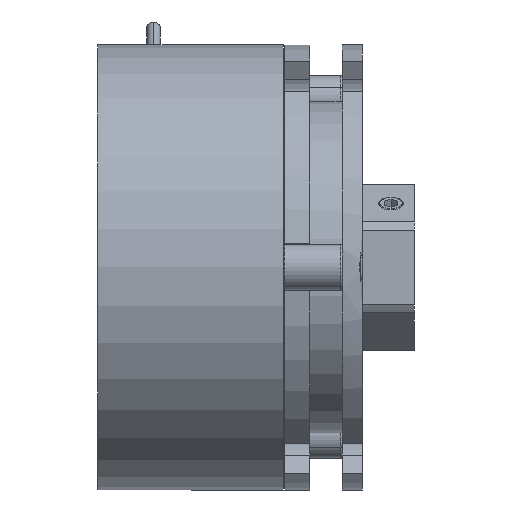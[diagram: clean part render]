
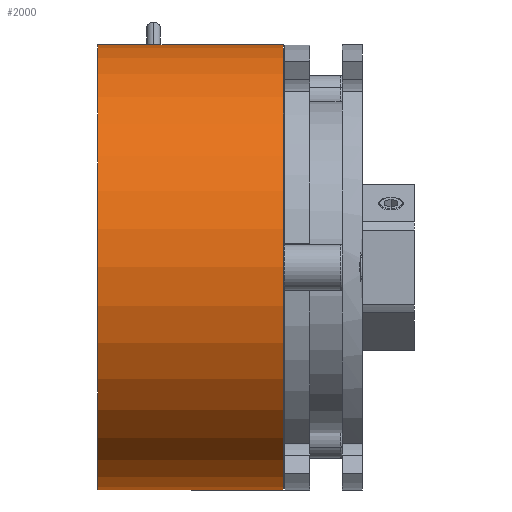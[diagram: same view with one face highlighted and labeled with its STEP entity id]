
A CAD part, front view. The second image highlights one B-rep face of the part: STEP entity #2000.
In plain terms, the highlighted cylindrical face has radius 24 mm (diameter 48 mm), a partial arc.
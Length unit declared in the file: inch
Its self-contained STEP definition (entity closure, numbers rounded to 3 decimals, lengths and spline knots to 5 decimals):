
#2000 = ADVANCED_FACE ( 'NONE', ( #7791 ), #21774, .T. ) ;
#4608 = DIRECTION ( 'NONE',  ( -1., 0., 0. ) ) ;
#4852 = CARTESIAN_POINT ( 'NONE',  ( 0.7874, 0., 0. ) ) ;
#4857 = CARTESIAN_POINT ( 'NONE',  ( -0.0846, 0., 0. ) ) ;
#5123 = CIRCLE ( 'NONE', #14681, 0.94488 ) ;
#6709 = CARTESIAN_POINT ( 'NONE',  ( -0.0846, 0., -0.94488 ) ) ;
#6955 = DIRECTION ( 'NONE',  ( 0., 0., 1. ) ) ;
#7791 = FACE_OUTER_BOUND ( 'NONE', #10525, .T. ) ;
#8664 = ORIENTED_EDGE ( 'NONE', *, *, #10497, .T. ) ;
#9063 = CIRCLE ( 'NONE', #23271, 0.94488 ) ;
#9301 = EDGE_CURVE ( 'NONE', #21201, #11475, #9063, .T. ) ;
#9528 = DIRECTION ( 'NONE',  ( -1., 0., 0. ) ) ;
#9953 = VERTEX_POINT ( 'NONE', #10118 ) ;
#10118 = CARTESIAN_POINT ( 'NONE',  ( 0.7874, 0., -0.94488 ) ) ;
#10497 = EDGE_CURVE ( 'NONE', #9953, #12950, #5123, .T. ) ;
#10525 = EDGE_LOOP ( 'NONE', ( #20059, #8664, #25430, #12457 ) ) ;
#11475 = VERTEX_POINT ( 'NONE', #23186 ) ;
#11572 = VECTOR ( 'NONE', #4608, 39.37008 ) ;
#12125 = EDGE_CURVE ( 'NONE', #9953, #21201, #24579, .T. ) ;
#12457 = ORIENTED_EDGE ( 'NONE', *, *, #9301, .F. ) ;
#12860 = DIRECTION ( 'NONE',  ( 0., 0., 1. ) ) ;
#12947 = DIRECTION ( 'NONE',  ( -1., 0., 0. ) ) ;
#12950 = VERTEX_POINT ( 'NONE', #24269 ) ;
#13729 = VECTOR ( 'NONE', #14550, 39.37008 ) ;
#14351 = AXIS2_PLACEMENT_3D ( 'NONE', #4857, #12947, #12860 ) ;
#14371 = LINE ( 'NONE', #16632, #13729 ) ;
#14550 = DIRECTION ( 'NONE',  ( -1., 0., 0. ) ) ;
#14681 = AXIS2_PLACEMENT_3D ( 'NONE', #4852, #19399, #6955 ) ;
#15661 = CARTESIAN_POINT ( 'NONE',  ( 0., 0., -0.94488 ) ) ;
#16632 = CARTESIAN_POINT ( 'NONE',  ( -0.0846, 0., 0.94488 ) ) ;
#19399 = DIRECTION ( 'NONE',  ( -1., 0., 0. ) ) ;
#20059 = ORIENTED_EDGE ( 'NONE', *, *, #12125, .F. ) ;
#21201 = VERTEX_POINT ( 'NONE', #15661 ) ;
#21447 = EDGE_CURVE ( 'NONE', #12950, #11475, #14371, .T. ) ;
#21774 = CYLINDRICAL_SURFACE ( 'NONE', #14351, 0.94488 ) ;
#21975 = CARTESIAN_POINT ( 'NONE',  ( 0., 0., 0. ) ) ;
#23186 = CARTESIAN_POINT ( 'NONE',  ( 0., 0., 0.94488 ) ) ;
#23271 = AXIS2_PLACEMENT_3D ( 'NONE', #21975, #9528, #24063 ) ;
#24063 = DIRECTION ( 'NONE',  ( 0., 0., 1. ) ) ;
#24269 = CARTESIAN_POINT ( 'NONE',  ( 0.7874, 0., 0.94488 ) ) ;
#24579 = LINE ( 'NONE', #6709, #11572 ) ;
#25430 = ORIENTED_EDGE ( 'NONE', *, *, #21447, .T. ) ;
